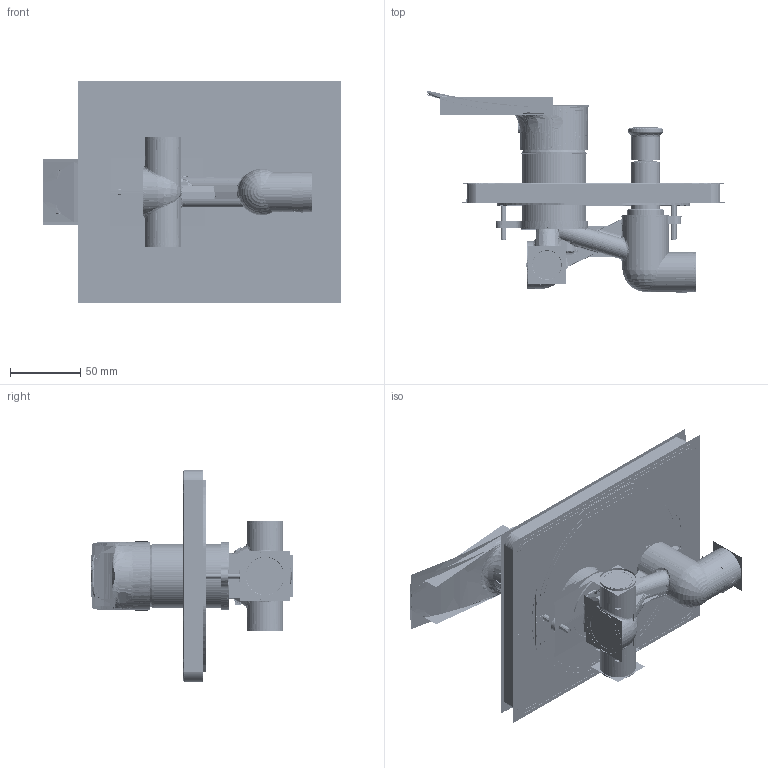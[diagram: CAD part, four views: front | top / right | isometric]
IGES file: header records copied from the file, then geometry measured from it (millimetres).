
Start section:  PTC IGES file: FFAS0921-602500BC0.igs
Global section: file name: FFAS0921-602500BC0.igs; native system: Creo Parametric by PTC Inc.; preprocessor: 2015200; author: 10114211; organization: Unknown; date: 20180814.095454; units: millimetre
Bounding box: 211.99 x 143.84 x 157.04 mm (x, y, z)
Volume: 557939.3 mm3; surface area: 2435148.2 mm2
Topology: 39 solids, 71 shells, 5309 faces, 29409 edges, 38925 vertices
Faces by surface type: bspline 3117, revolution 2176, extrusion 16
